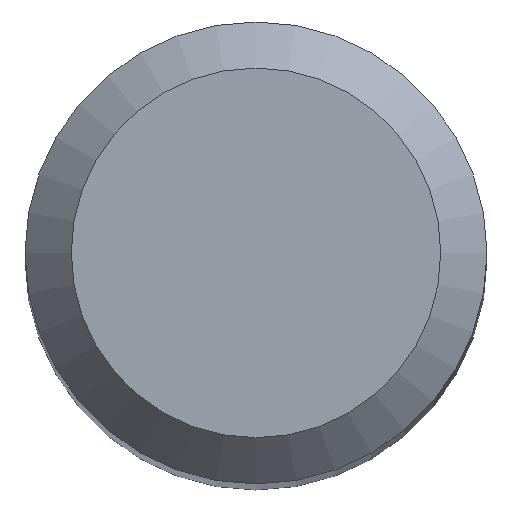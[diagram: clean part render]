
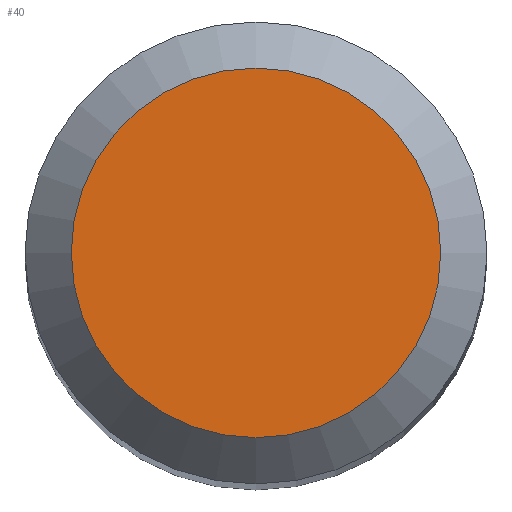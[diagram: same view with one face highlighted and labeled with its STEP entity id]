
A CAD part, top view. The second image highlights one B-rep face of the part: STEP entity #40.
In plain terms, the highlighted planar face has unit normal (0, 0, 1).
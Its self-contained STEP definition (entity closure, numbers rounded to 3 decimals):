
#3 = CARTESIAN_POINT ( 'NONE',  ( 1.6, 0., 42. ) ) ;
#40 = ADVANCED_FACE ( 'NONE', ( #50 ), #199, .F. ) ;
#46 = EDGE_CURVE ( 'NONE', #273, #273, #168, .T. ) ;
#50 = FACE_OUTER_BOUND ( 'NONE', #161, .T. ) ;
#105 = CARTESIAN_POINT ( 'NONE',  ( 0., 1.6, 42. ) ) ;
#161 = EDGE_LOOP ( 'NONE', ( #241 ) ) ;
#168 = CIRCLE ( 'NONE', #384, 1.6 ) ;
#199 = PLANE ( 'NONE',  #301 ) ;
#224 = DIRECTION ( 'NONE',  ( 0., 0., -1. ) ) ;
#241 = ORIENTED_EDGE ( 'NONE', *, *, #46, .T. ) ;
#273 = VERTEX_POINT ( 'NONE', #3 ) ;
#284 = CARTESIAN_POINT ( 'NONE',  ( 0., 0., 42. ) ) ;
#286 = DIRECTION ( 'NONE',  ( -1., 0., 0. ) ) ;
#301 = AXIS2_PLACEMENT_3D ( 'NONE', #105, #224, #286 ) ;
#316 = DIRECTION ( 'NONE',  ( 1., 0., 0. ) ) ;
#318 = DIRECTION ( 'NONE',  ( 0., 0., 1. ) ) ;
#384 = AXIS2_PLACEMENT_3D ( 'NONE', #284, #318, #316 ) ;
